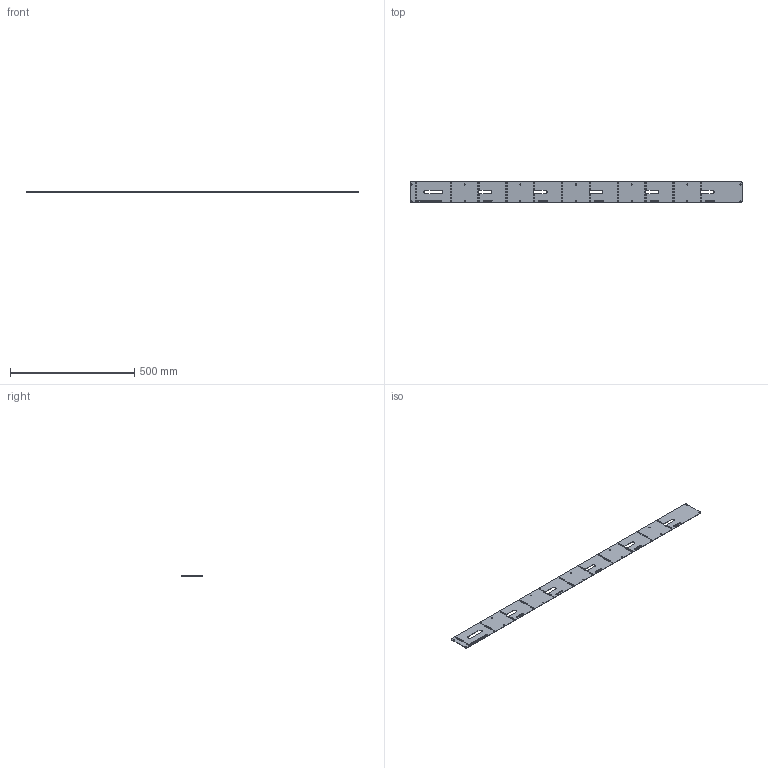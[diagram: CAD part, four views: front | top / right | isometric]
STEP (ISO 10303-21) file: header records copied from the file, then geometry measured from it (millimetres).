
FILE_DESCRIPTION(/* description */ (''),/* implementation_level */ '2;1');
FILE_NAME(/* name */ '190717_plate_cables.stp',/* time_stamp */ '2019-07-17T13:05:31+02:00',/* author */ (''),/* organization */ (''),/* preprocessor_version */ 'ST-DEVELOPER v16.7',/* originating_system */ 'SIEMENS PLM Software NX 12.0',/* authorisation */ '');
FILE_SCHEMA (('AUTOMOTIVE_DESIGN { 1 0 10303 214 3 1 1 1 }'));
Length unit declared in the file: millimetre
Products named in the file (1): bmas23D4C2D8s0pr
Bounding box: 1336 x 87 x 1.5 mm (x, y, z)
Volume: 162215.4 mm3; surface area: 224928.3 mm2
Topology: 1 solids, 1 shells, 150 faces, 444 edges, 296 vertices
Faces by surface type: cylinder 132, plane 18
Full cylindrical faces by diameter (mm): 4.5 x14, 6 x102
Entity records: 5112 total; most frequent: DIRECTION 894, CARTESIAN_POINT 775, ORIENTED_EDGE 656, EDGE_LOOP 510, FACE_BOUND 478, AXIS2_PLACEMENT_3D 415, EDGE_CURVE 328, VERTEX_POINT 296
